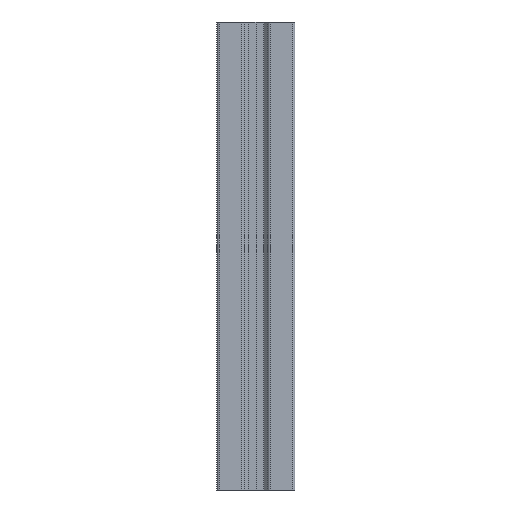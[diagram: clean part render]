
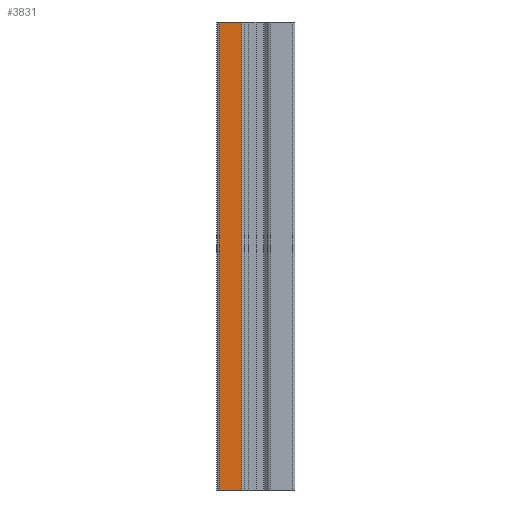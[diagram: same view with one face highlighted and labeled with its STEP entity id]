
A CAD part, left-side view. The second image highlights one B-rep face of the part: STEP entity #3831.
In plain terms, the highlighted planar face has unit normal (-1, 0, 0).
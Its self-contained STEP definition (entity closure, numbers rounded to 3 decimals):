
#44 = PLANE('',#45);
#45 = AXIS2_PLACEMENT_3D('',#46,#47,#48);
#46 = CARTESIAN_POINT('',(0.,0.,0.));
#47 = DIRECTION('',(-0.,-0.,-1.));
#48 = DIRECTION('',(-1.,0.,0.));
#100 = PLANE('',#101);
#101 = AXIS2_PLACEMENT_3D('',#102,#103,#104);
#102 = CARTESIAN_POINT('',(0.,0.,60.));
#103 = DIRECTION('',(-0.,-0.,-1.));
#104 = DIRECTION('',(-1.,0.,0.));
#1461 = VERTEX_POINT('',#1462);
#1462 = CARTESIAN_POINT('',(-5.,1.8,0.));
#1481 = CYLINDRICAL_SURFACE('',#1482,0.3);
#1482 = AXIS2_PLACEMENT_3D('',#1483,#1484,#1485);
#1483 = CARTESIAN_POINT('',(-4.7,1.8,0.));
#1484 = DIRECTION('',(0.,0.,1.));
#1485 = DIRECTION('',(-1.,0.,0.));
#1493 = EDGE_CURVE('',#1494,#1461,#1496,.T.);
#1494 = VERTEX_POINT('',#1495);
#1495 = CARTESIAN_POINT('',(-5.,4.7,0.));
#1496 = SURFACE_CURVE('',#1497,(#1501,#1508),.PCURVE_S1.);
#1497 = LINE('',#1498,#1499);
#1498 = CARTESIAN_POINT('',(-5.,5.,0.));
#1499 = VECTOR('',#1500,1.);
#1500 = DIRECTION('',(0.,-1.,0.));
#1501 = PCURVE('',#44,#1502);
#1502 = DEFINITIONAL_REPRESENTATION('',(#1503),#1507);
#1503 = LINE('',#1504,#1505);
#1504 = CARTESIAN_POINT('',(5.,5.));
#1505 = VECTOR('',#1506,1.);
#1506 = DIRECTION('',(0.,-1.));
#1507 = ( GEOMETRIC_REPRESENTATION_CONTEXT(2) 
PARAMETRIC_REPRESENTATION_CONTEXT() REPRESENTATION_CONTEXT('2D SPACE',''
  ) );
#1508 = PCURVE('',#1509,#1514);
#1509 = PLANE('',#1510);
#1510 = AXIS2_PLACEMENT_3D('',#1511,#1512,#1513);
#1511 = CARTESIAN_POINT('',(-5.,5.,0.));
#1512 = DIRECTION('',(1.,0.,0.));
#1513 = DIRECTION('',(0.,-1.,0.));
#1514 = DEFINITIONAL_REPRESENTATION('',(#1515),#1519);
#1515 = LINE('',#1516,#1517);
#1516 = CARTESIAN_POINT('',(0.,0.));
#1517 = VECTOR('',#1518,1.);
#1518 = DIRECTION('',(1.,0.));
#1519 = ( GEOMETRIC_REPRESENTATION_CONTEXT(2) 
PARAMETRIC_REPRESENTATION_CONTEXT() REPRESENTATION_CONTEXT('2D SPACE',''
  ) );
#1542 = CYLINDRICAL_SURFACE('',#1543,0.3);
#1543 = AXIS2_PLACEMENT_3D('',#1544,#1545,#1546);
#1544 = CARTESIAN_POINT('',(-4.7,4.7,0.));
#1545 = DIRECTION('',(0.,0.,1.));
#1546 = DIRECTION('',(0.,1.,0.));
#3018 = VERTEX_POINT('',#3019);
#3019 = CARTESIAN_POINT('',(-5.,1.8,60.));
#3045 = EDGE_CURVE('',#3046,#3018,#3048,.T.);
#3046 = VERTEX_POINT('',#3047);
#3047 = CARTESIAN_POINT('',(-5.,4.7,60.));
#3048 = SURFACE_CURVE('',#3049,(#3053,#3060),.PCURVE_S1.);
#3049 = LINE('',#3050,#3051);
#3050 = CARTESIAN_POINT('',(-5.,5.,60.));
#3051 = VECTOR('',#3052,1.);
#3052 = DIRECTION('',(0.,-1.,0.));
#3053 = PCURVE('',#100,#3054);
#3054 = DEFINITIONAL_REPRESENTATION('',(#3055),#3059);
#3055 = LINE('',#3056,#3057);
#3056 = CARTESIAN_POINT('',(5.,5.));
#3057 = VECTOR('',#3058,1.);
#3058 = DIRECTION('',(0.,-1.));
#3059 = ( GEOMETRIC_REPRESENTATION_CONTEXT(2) 
PARAMETRIC_REPRESENTATION_CONTEXT() REPRESENTATION_CONTEXT('2D SPACE',''
  ) );
#3060 = PCURVE('',#1509,#3061);
#3061 = DEFINITIONAL_REPRESENTATION('',(#3062),#3066);
#3062 = LINE('',#3063,#3064);
#3063 = CARTESIAN_POINT('',(0.,-60.));
#3064 = VECTOR('',#3065,1.);
#3065 = DIRECTION('',(1.,0.));
#3066 = ( GEOMETRIC_REPRESENTATION_CONTEXT(2) 
PARAMETRIC_REPRESENTATION_CONTEXT() REPRESENTATION_CONTEXT('2D SPACE',''
  ) );
#3782 = EDGE_CURVE('',#1494,#3046,#3783,.T.);
#3783 = SURFACE_CURVE('',#3784,(#3788,#3795),.PCURVE_S1.);
#3784 = LINE('',#3785,#3786);
#3785 = CARTESIAN_POINT('',(-5.,4.7,0.));
#3786 = VECTOR('',#3787,1.);
#3787 = DIRECTION('',(0.,0.,1.));
#3788 = PCURVE('',#1542,#3789);
#3789 = DEFINITIONAL_REPRESENTATION('',(#3790),#3794);
#3790 = LINE('',#3791,#3792);
#3791 = CARTESIAN_POINT('',(1.571,0.));
#3792 = VECTOR('',#3793,1.);
#3793 = DIRECTION('',(0.,1.));
#3794 = ( GEOMETRIC_REPRESENTATION_CONTEXT(2) 
PARAMETRIC_REPRESENTATION_CONTEXT() REPRESENTATION_CONTEXT('2D SPACE',''
  ) );
#3795 = PCURVE('',#1509,#3796);
#3796 = DEFINITIONAL_REPRESENTATION('',(#3797),#3801);
#3797 = LINE('',#3798,#3799);
#3798 = CARTESIAN_POINT('',(0.3,0.));
#3799 = VECTOR('',#3800,1.);
#3800 = DIRECTION('',(0.,-1.));
#3801 = ( GEOMETRIC_REPRESENTATION_CONTEXT(2) 
PARAMETRIC_REPRESENTATION_CONTEXT() REPRESENTATION_CONTEXT('2D SPACE',''
  ) );
#3831 = ADVANCED_FACE('',(#3832),#1509,.F.);
#3832 = FACE_BOUND('',#3833,.F.);
#3833 = EDGE_LOOP('',(#3834,#3835,#3836,#3837));
#3834 = ORIENTED_EDGE('',*,*,#1493,.F.);
#3835 = ORIENTED_EDGE('',*,*,#3782,.T.);
#3836 = ORIENTED_EDGE('',*,*,#3045,.T.);
#3837 = ORIENTED_EDGE('',*,*,#3838,.F.);
#3838 = EDGE_CURVE('',#1461,#3018,#3839,.T.);
#3839 = SURFACE_CURVE('',#3840,(#3844,#3851),.PCURVE_S1.);
#3840 = LINE('',#3841,#3842);
#3841 = CARTESIAN_POINT('',(-5.,1.8,0.));
#3842 = VECTOR('',#3843,1.);
#3843 = DIRECTION('',(0.,0.,1.));
#3844 = PCURVE('',#1509,#3845);
#3845 = DEFINITIONAL_REPRESENTATION('',(#3846),#3850);
#3846 = LINE('',#3847,#3848);
#3847 = CARTESIAN_POINT('',(3.2,0.));
#3848 = VECTOR('',#3849,1.);
#3849 = DIRECTION('',(0.,-1.));
#3850 = ( GEOMETRIC_REPRESENTATION_CONTEXT(2) 
PARAMETRIC_REPRESENTATION_CONTEXT() REPRESENTATION_CONTEXT('2D SPACE',''
  ) );
#3851 = PCURVE('',#1481,#3852);
#3852 = DEFINITIONAL_REPRESENTATION('',(#3853),#3857);
#3853 = LINE('',#3854,#3855);
#3854 = CARTESIAN_POINT('',(0.,0.));
#3855 = VECTOR('',#3856,1.);
#3856 = DIRECTION('',(0.,1.));
#3857 = ( GEOMETRIC_REPRESENTATION_CONTEXT(2) 
PARAMETRIC_REPRESENTATION_CONTEXT() REPRESENTATION_CONTEXT('2D SPACE',''
  ) );
